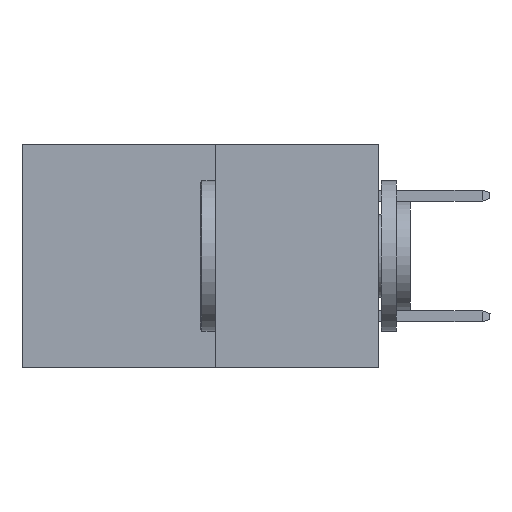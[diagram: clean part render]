
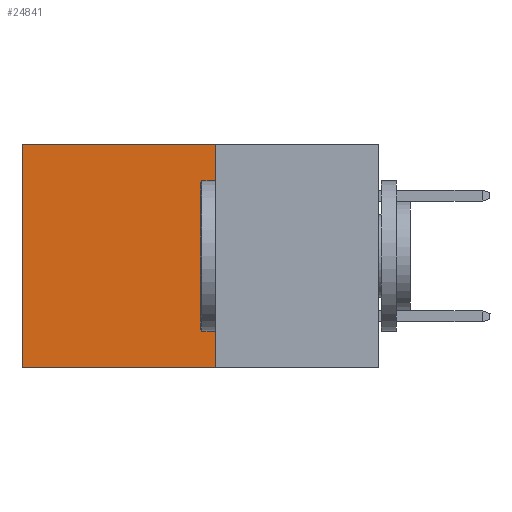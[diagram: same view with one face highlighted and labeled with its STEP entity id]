
A CAD part, left-side view. The second image highlights one B-rep face of the part: STEP entity #24841.
In plain terms, the highlighted planar face has unit normal (-1, 0, 0).
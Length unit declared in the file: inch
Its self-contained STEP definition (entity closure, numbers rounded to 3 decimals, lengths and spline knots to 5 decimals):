
#1445 = ORIENTED_EDGE ( 'NONE', *, *, #14777, .F. ) ;
#1840 = CARTESIAN_POINT ( 'NONE',  ( 0.277, 0.27, -0.37 ) ) ;
#2082 = PLANE ( 'NONE',  #26623 ) ;
#3426 = CARTESIAN_POINT ( 'NONE',  ( 0.277, 0.59, -0.37 ) ) ;
#4406 = CARTESIAN_POINT ( 'NONE',  ( 0.277, 0.59, -0.37 ) ) ;
#4521 = VERTEX_POINT ( 'NONE', #14314 ) ;
#5542 = CARTESIAN_POINT ( 'NONE',  ( 0.277, 0.27, -0.37 ) ) ;
#5591 = ORIENTED_EDGE ( 'NONE', *, *, #32604, .T. ) ;
#7639 = DIRECTION ( 'NONE',  ( 1., 0., 0. ) ) ;
#8531 = CARTESIAN_POINT ( 'NONE',  ( 0.277, 0.27, 0. ) ) ;
#9293 = LINE ( 'NONE', #3426, #23225 ) ;
#9542 = ORIENTED_EDGE ( 'NONE', *, *, #19859, .F. ) ;
#9567 = VERTEX_POINT ( 'NONE', #4406 ) ;
#9881 = CARTESIAN_POINT ( 'NONE',  ( 0.277, 0.27, -0.37 ) ) ;
#10480 = VECTOR ( 'NONE', #24948, 39.37008 ) ;
#11018 = DIRECTION ( 'NONE',  ( 0., 0., -1. ) ) ;
#11398 = ORIENTED_EDGE ( 'NONE', *, *, #26948, .T. ) ;
#12672 = DIRECTION ( 'NONE',  ( 0., 1., 0. ) ) ;
#13099 = LINE ( 'NONE', #21743, #27004 ) ;
#14314 = CARTESIAN_POINT ( 'NONE',  ( 0.277, 0.27, -0.37 ) ) ;
#14611 = EDGE_LOOP ( 'NONE', ( #5591, #1445, #9542, #11398 ) ) ;
#14777 = EDGE_CURVE ( 'NONE', #4521, #9567, #16827, .T. ) ;
#14800 = VERTEX_POINT ( 'NONE', #29301 ) ;
#16827 = LINE ( 'NONE', #9881, #30697 ) ;
#19859 = EDGE_CURVE ( 'NONE', #27824, #4521, #32614, .T. ) ;
#21743 = CARTESIAN_POINT ( 'NONE',  ( 0.277, 0.27, 0. ) ) ;
#23225 = VECTOR ( 'NONE', #11018, 39.37008 ) ;
#24514 = DIRECTION ( 'NONE',  ( 0., 1., 0. ) ) ;
#24841 = ADVANCED_FACE ( 'NONE', ( #30198 ), #2082, .F. ) ;
#24948 = DIRECTION ( 'NONE',  ( 0., 0., -1. ) ) ;
#26623 = AXIS2_PLACEMENT_3D ( 'NONE', #1840, #7639, #27043 ) ;
#26948 = EDGE_CURVE ( 'NONE', #27824, #14800, #13099, .T. ) ;
#27004 = VECTOR ( 'NONE', #24514, 39.37008 ) ;
#27043 = DIRECTION ( 'NONE',  ( 0., 0., -1. ) ) ;
#27824 = VERTEX_POINT ( 'NONE', #8531 ) ;
#29301 = CARTESIAN_POINT ( 'NONE',  ( 0.277, 0.59, 0. ) ) ;
#30198 = FACE_OUTER_BOUND ( 'NONE', #14611, .T. ) ;
#30697 = VECTOR ( 'NONE', #12672, 39.37008 ) ;
#32604 = EDGE_CURVE ( 'NONE', #14800, #9567, #9293, .T. ) ;
#32614 = LINE ( 'NONE', #5542, #10480 ) ;
